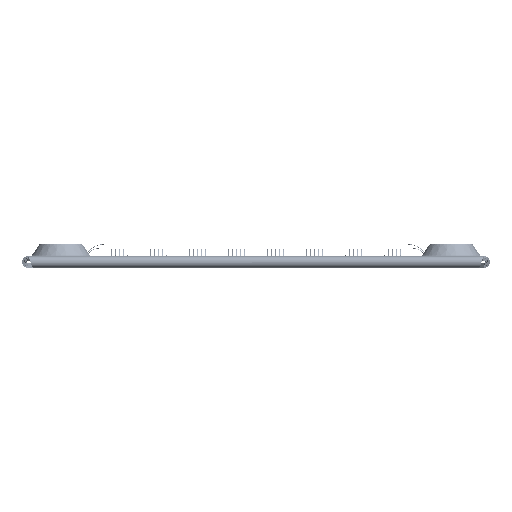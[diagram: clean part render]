
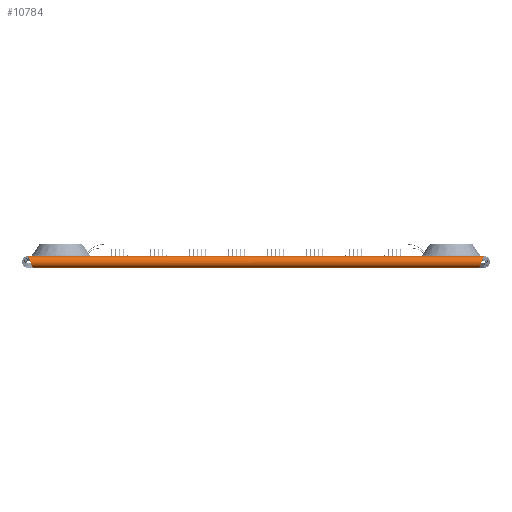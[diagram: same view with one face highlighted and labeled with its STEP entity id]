
A CAD part, left-side view. The second image highlights one B-rep face of the part: STEP entity #10784.
In plain terms, the highlighted cylindrical face has radius 0.75 mm (diameter 1.5 mm), a partial arc.
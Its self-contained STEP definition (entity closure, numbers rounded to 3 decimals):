
#2657 = CARTESIAN_POINT ( 'NONE',  ( -29.25, -29.25, 0. ) ) ;
#4105 = CARTESIAN_POINT ( 'NONE',  ( -29.25, -28.543, -1.5 ) ) ;
#4600 = CARTESIAN_POINT ( 'NONE',  ( -29.628, -28.661, -1.405 ) ) ;
#5055 = CARTESIAN_POINT ( 'NONE',  ( -29.446, -28.602, -1.48 ) ) ;
#7140 = VERTEX_POINT ( 'NONE', #14438 ) ;
#10353 = CARTESIAN_POINT ( 'NONE',  ( -29.85, 29.044, -0.289 ) ) ;
#10784 = ADVANCED_FACE ( 'NONE', ( #76120 ), #122935, .T. ) ;
#11523 = CARTESIAN_POINT ( 'NONE',  ( -30., 28.867, -0.848 ) ) ;
#12604 = EDGE_CURVE ( 'NONE', #75030, #84280, #77364, .T. ) ;
#14438 = CARTESIAN_POINT ( 'NONE',  ( -29.25, 29.25, 0. ) ) ;
#14900 = CARTESIAN_POINT ( 'NONE',  ( -30., 28.926, -0.652 ) ) ;
#18073 = EDGE_LOOP ( 'NONE', ( #130911, #113254, #66140, #77617 ) ) ;
#24284 = CARTESIAN_POINT ( 'NONE',  ( -29.348, 29.221, 0. ) ) ;
#26516 = CARTESIAN_POINT ( 'NONE',  ( -29.628, -29.132, -0.095 ) ) ;
#32956 = DIRECTION ( 'NONE',  ( 0., -1., 0. ) ) ;
#35442 = CARTESIAN_POINT ( 'NONE',  ( -29.25, 29.25, 0. ) ) ;
#37450 = B_SPLINE_CURVE_WITH_KNOTS ( 'NONE', 3,
 ( #75480, #96372, #61763, #76255, #88840, #106757, #42647, #76598, #11523, #14900, #72631, #139944, #10353, #128625, #107390, #54397, #24284, #35442 ),
 .UNSPECIFIED., .F., .F.,
 ( 4, 2, 2, 2, 2, 2, 2, 2, 4 ),
 ( 0., 0.125, 0.25, 0.375, 0.5, 0.625, 0.75, 0.875, 1. ),
 .UNSPECIFIED. ) ;
#38178 = CARTESIAN_POINT ( 'NONE',  ( -29.348, -28.572, -1.5 ) ) ;
#39986 = EDGE_CURVE ( 'NONE', #48172, #7140, #37450, .T. ) ;
#42647 = CARTESIAN_POINT ( 'NONE',  ( -29.905, 28.779, -1.128 ) ) ;
#44592 = CARTESIAN_POINT ( 'NONE',  ( -29.25, 0., -1.5 ) ) ;
#47402 = CARTESIAN_POINT ( 'NONE',  ( -29.446, -29.191, -0.02 ) ) ;
#48172 = VERTEX_POINT ( 'NONE', #63327 ) ;
#54397 = CARTESIAN_POINT ( 'NONE',  ( -29.446, 29.191, -0.02 ) ) ;
#57113 = VECTOR ( 'NONE', #100822, 1000. ) ;
#60477 = CARTESIAN_POINT ( 'NONE',  ( -29.711, -28.69, -1.35 ) ) ;
#61698 = EDGE_CURVE ( 'NONE', #7140, #75030, #83189, .T. ) ;
#61763 = CARTESIAN_POINT ( 'NONE',  ( -29.446, 28.602, -1.48 ) ) ;
#63327 = CARTESIAN_POINT ( 'NONE',  ( -29.25, 28.543, -1.5 ) ) ;
#66140 = ORIENTED_EDGE ( 'NONE', *, *, #134674, .T. ) ;
#70704 = CARTESIAN_POINT ( 'NONE',  ( -30., -28.867, -0.848 ) ) ;
#70922 = DIRECTION ( 'NONE',  ( 0., 0., -1. ) ) ;
#71175 = CARTESIAN_POINT ( 'NONE',  ( -30., -28.926, -0.652 ) ) ;
#72631 = CARTESIAN_POINT ( 'NONE',  ( -29.98, 28.955, -0.554 ) ) ;
#75030 = VERTEX_POINT ( 'NONE', #2657 ) ;
#75480 = CARTESIAN_POINT ( 'NONE',  ( -29.25, 28.543, -1.5 ) ) ;
#76120 = FACE_OUTER_BOUND ( 'NONE', #18073, .T. ) ;
#76255 = CARTESIAN_POINT ( 'NONE',  ( -29.628, 28.661, -1.405 ) ) ;
#76598 = CARTESIAN_POINT ( 'NONE',  ( -29.98, 28.838, -0.946 ) ) ;
#77364 = B_SPLINE_CURVE_WITH_KNOTS ( 'NONE', 3,
 ( #115286, #126385, #47402, #26516, #114808, #104625, #82312, #80907, #71175, #70704, #82818, #125929, #136059, #60477, #4600, #5055, #38178, #4105 ),
 .UNSPECIFIED., .F., .F.,
 ( 4, 2, 2, 2, 2, 2, 2, 2, 4 ),
 ( 0., 0.125, 0.25, 0.375, 0.5, 0.625, 0.75, 0.875, 1. ),
 .UNSPECIFIED. ) ;
#77617 = ORIENTED_EDGE ( 'NONE', *, *, #12604, .F. ) ;
#80907 = CARTESIAN_POINT ( 'NONE',  ( -29.98, -28.955, -0.554 ) ) ;
#82312 = CARTESIAN_POINT ( 'NONE',  ( -29.905, -29.014, -0.372 ) ) ;
#82818 = CARTESIAN_POINT ( 'NONE',  ( -29.98, -28.838, -0.946 ) ) ;
#83189 = LINE ( 'NONE', #101316, #57113 ) ;
#84280 = VERTEX_POINT ( 'NONE', #121739 ) ;
#88751 = VECTOR ( 'NONE', #32956, 1000. ) ;
#88840 = CARTESIAN_POINT ( 'NONE',  ( -29.711, 28.69, -1.35 ) ) ;
#96372 = CARTESIAN_POINT ( 'NONE',  ( -29.348, 28.572, -1.5 ) ) ;
#100822 = DIRECTION ( 'NONE',  ( 0., -1., 0. ) ) ;
#101316 = CARTESIAN_POINT ( 'NONE',  ( -29.25, 29.25, 0. ) ) ;
#104625 = CARTESIAN_POINT ( 'NONE',  ( -29.85, -29.044, -0.289 ) ) ;
#106757 = CARTESIAN_POINT ( 'NONE',  ( -29.85, 28.749, -1.211 ) ) ;
#107390 = CARTESIAN_POINT ( 'NONE',  ( -29.628, 29.132, -0.095 ) ) ;
#107973 = LINE ( 'NONE', #44592, #88751 ) ;
#110412 = AXIS2_PLACEMENT_3D ( 'NONE', #115036, #137244, #70922 ) ;
#113254 = ORIENTED_EDGE ( 'NONE', *, *, #39986, .F. ) ;
#114808 = CARTESIAN_POINT ( 'NONE',  ( -29.711, -29.103, -0.15 ) ) ;
#115036 = CARTESIAN_POINT ( 'NONE',  ( -29.25, 29.25, -0.75 ) ) ;
#115286 = CARTESIAN_POINT ( 'NONE',  ( -29.25, -29.25, 0. ) ) ;
#121739 = CARTESIAN_POINT ( 'NONE',  ( -29.25, -28.543, -1.5 ) ) ;
#122935 = CYLINDRICAL_SURFACE ( 'NONE', #110412, 0.75 ) ;
#125929 = CARTESIAN_POINT ( 'NONE',  ( -29.905, -28.779, -1.128 ) ) ;
#126385 = CARTESIAN_POINT ( 'NONE',  ( -29.348, -29.221, 0. ) ) ;
#128625 = CARTESIAN_POINT ( 'NONE',  ( -29.711, 29.103, -0.15 ) ) ;
#130911 = ORIENTED_EDGE ( 'NONE', *, *, #61698, .F. ) ;
#134674 = EDGE_CURVE ( 'NONE', #48172, #84280, #107973, .T. ) ;
#136059 = CARTESIAN_POINT ( 'NONE',  ( -29.85, -28.749, -1.211 ) ) ;
#137244 = DIRECTION ( 'NONE',  ( 0., 1., 0. ) ) ;
#139944 = CARTESIAN_POINT ( 'NONE',  ( -29.905, 29.014, -0.372 ) ) ;
